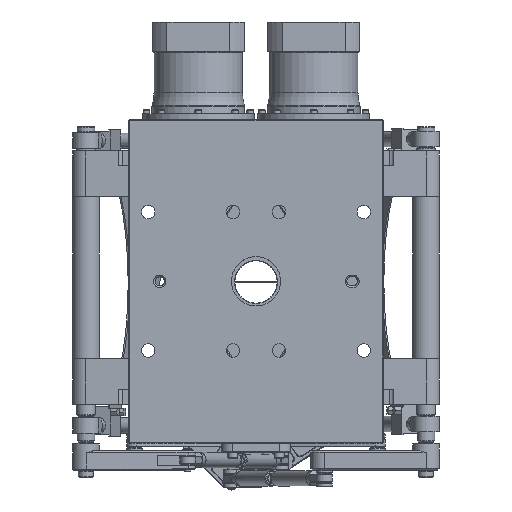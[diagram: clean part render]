
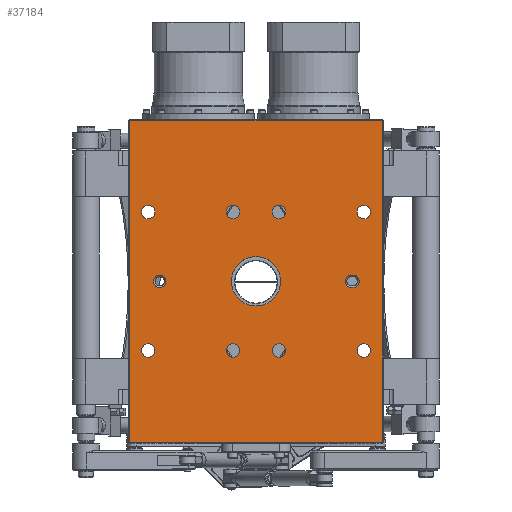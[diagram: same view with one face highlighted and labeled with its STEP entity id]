
A CAD part, top view. The second image highlights one B-rep face of the part: STEP entity #37184.
In plain terms, the highlighted face is planar.
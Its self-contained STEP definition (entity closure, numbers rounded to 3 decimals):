
#778=FACE_BOUND('',#7178,.T.);
#779=FACE_BOUND('',#7179,.T.);
#780=FACE_BOUND('',#7180,.T.);
#781=FACE_BOUND('',#7181,.T.);
#782=FACE_BOUND('',#7182,.T.);
#783=FACE_BOUND('',#7183,.T.);
#784=FACE_BOUND('',#7184,.T.);
#785=FACE_BOUND('',#7185,.T.);
#786=FACE_BOUND('',#7186,.T.);
#787=FACE_BOUND('',#7187,.T.);
#788=FACE_BOUND('',#7188,.T.);
#4676=FACE_OUTER_BOUND('',#7177,.T.);
#7177=EDGE_LOOP('',(#28214,#28215,#28216,#28217));
#7178=EDGE_LOOP('',(#28218));
#7179=EDGE_LOOP('',(#28219));
#7180=EDGE_LOOP('',(#28220));
#7181=EDGE_LOOP('',(#28221));
#7182=EDGE_LOOP('',(#28222));
#7183=EDGE_LOOP('',(#28223,#28224,#28225,#28226));
#7184=EDGE_LOOP('',(#28227));
#7185=EDGE_LOOP('',(#28228));
#7186=EDGE_LOOP('',(#28229));
#7187=EDGE_LOOP('',(#28230));
#7188=EDGE_LOOP('',(#28231));
#10116=CIRCLE('',#40036,32.);
#10117=CIRCLE('',#40037,8.75);
#10118=CIRCLE('',#40038,8.75);
#10119=CIRCLE('',#40039,8.75);
#10120=CIRCLE('',#40040,8.75);
#10121=CIRCLE('',#40041,8.);
#10122=CIRCLE('',#40042,8.);
#10123=CIRCLE('',#40043,8.75);
#10124=CIRCLE('',#40044,8.75);
#10125=CIRCLE('',#40045,8.75);
#10126=CIRCLE('',#40046,8.75);
#10127=CIRCLE('',#40047,8.);
#12381=LINE('',#61865,#15355);
#12382=LINE('',#61867,#15356);
#12383=LINE('',#61869,#15357);
#12384=LINE('',#61870,#15358);
#12385=LINE('',#61885,#15359);
#12386=LINE('',#61888,#15360);
#15355=VECTOR('',#46037,10.);
#15356=VECTOR('',#46038,10.);
#15357=VECTOR('',#46039,10.);
#15358=VECTOR('',#46040,10.);
#15359=VECTOR('',#46053,10.);
#15360=VECTOR('',#46056,10.);
#18367=VERTEX_POINT('',#61863);
#18368=VERTEX_POINT('',#61864);
#18369=VERTEX_POINT('',#61866);
#18370=VERTEX_POINT('',#61868);
#18371=VERTEX_POINT('',#61871);
#18372=VERTEX_POINT('',#61873);
#18373=VERTEX_POINT('',#61875);
#18374=VERTEX_POINT('',#61877);
#18375=VERTEX_POINT('',#61879);
#18376=VERTEX_POINT('',#61881);
#18377=VERTEX_POINT('',#61882);
#18378=VERTEX_POINT('',#61884);
#18379=VERTEX_POINT('',#61886);
#18380=VERTEX_POINT('',#61889);
#18381=VERTEX_POINT('',#61891);
#18382=VERTEX_POINT('',#61893);
#18383=VERTEX_POINT('',#61895);
#18384=VERTEX_POINT('',#61897);
#22104=EDGE_CURVE('',#18367,#18368,#12381,.T.);
#22105=EDGE_CURVE('',#18369,#18367,#12382,.T.);
#22106=EDGE_CURVE('',#18370,#18369,#12383,.T.);
#22107=EDGE_CURVE('',#18368,#18370,#12384,.T.);
#22108=EDGE_CURVE('',#18371,#18371,#10116,.T.);
#22109=EDGE_CURVE('',#18372,#18372,#10117,.T.);
#22110=EDGE_CURVE('',#18373,#18373,#10118,.T.);
#22111=EDGE_CURVE('',#18374,#18374,#10119,.T.);
#22112=EDGE_CURVE('',#18375,#18375,#10120,.T.);
#22113=EDGE_CURVE('',#18376,#18377,#10121,.T.);
#22114=EDGE_CURVE('',#18378,#18376,#12385,.T.);
#22115=EDGE_CURVE('',#18379,#18378,#10122,.T.);
#22116=EDGE_CURVE('',#18377,#18379,#12386,.T.);
#22117=EDGE_CURVE('',#18380,#18380,#10123,.T.);
#22118=EDGE_CURVE('',#18381,#18381,#10124,.T.);
#22119=EDGE_CURVE('',#18382,#18382,#10125,.T.);
#22120=EDGE_CURVE('',#18383,#18383,#10126,.T.);
#22121=EDGE_CURVE('',#18384,#18384,#10127,.T.);
#28214=ORIENTED_EDGE('',*,*,#22104,.F.);
#28215=ORIENTED_EDGE('',*,*,#22105,.F.);
#28216=ORIENTED_EDGE('',*,*,#22106,.F.);
#28217=ORIENTED_EDGE('',*,*,#22107,.F.);
#28218=ORIENTED_EDGE('',*,*,#22108,.F.);
#28219=ORIENTED_EDGE('',*,*,#22109,.T.);
#28220=ORIENTED_EDGE('',*,*,#22110,.T.);
#28221=ORIENTED_EDGE('',*,*,#22111,.T.);
#28222=ORIENTED_EDGE('',*,*,#22112,.T.);
#28223=ORIENTED_EDGE('',*,*,#22113,.F.);
#28224=ORIENTED_EDGE('',*,*,#22114,.F.);
#28225=ORIENTED_EDGE('',*,*,#22115,.F.);
#28226=ORIENTED_EDGE('',*,*,#22116,.F.);
#28227=ORIENTED_EDGE('',*,*,#22117,.T.);
#28228=ORIENTED_EDGE('',*,*,#22118,.T.);
#28229=ORIENTED_EDGE('',*,*,#22119,.T.);
#28230=ORIENTED_EDGE('',*,*,#22120,.T.);
#28231=ORIENTED_EDGE('',*,*,#22121,.F.);
#35760=PLANE('',#40035);
#37184=ADVANCED_FACE('',(#4676,#778,#779,#780,#781,#782,#783,#784,#785,
#786,#787,#788),#35760,.F.);
#40035=AXIS2_PLACEMENT_3D('',#61862,#46035,#46036);
#40036=AXIS2_PLACEMENT_3D('',#61872,#46041,#46042);
#40037=AXIS2_PLACEMENT_3D('',#61874,#46043,#46044);
#40038=AXIS2_PLACEMENT_3D('',#61876,#46045,#46046);
#40039=AXIS2_PLACEMENT_3D('',#61878,#46047,#46048);
#40040=AXIS2_PLACEMENT_3D('',#61880,#46049,#46050);
#40041=AXIS2_PLACEMENT_3D('',#61883,#46051,#46052);
#40042=AXIS2_PLACEMENT_3D('',#61887,#46054,#46055);
#40043=AXIS2_PLACEMENT_3D('',#61890,#46057,#46058);
#40044=AXIS2_PLACEMENT_3D('',#61892,#46059,#46060);
#40045=AXIS2_PLACEMENT_3D('',#61894,#46061,#46062);
#40046=AXIS2_PLACEMENT_3D('',#61896,#46063,#46064);
#40047=AXIS2_PLACEMENT_3D('',#61898,#46065,#46066);
#46035=DIRECTION('center_axis',(0.,-1.,0.));
#46036=DIRECTION('ref_axis',(0.,0.,-1.));
#46037=DIRECTION('',(0.,0.,-1.));
#46038=DIRECTION('',(-1.,0.,0.));
#46039=DIRECTION('',(0.,0.,1.));
#46040=DIRECTION('',(1.,0.,0.));
#46041=DIRECTION('center_axis',(0.,1.,0.));
#46042=DIRECTION('ref_axis',(0.,0.,
-1.));
#46043=DIRECTION('center_axis',(0.,-1.,0.));
#46044=DIRECTION('ref_axis',(0.,0.,
-1.));
#46045=DIRECTION('center_axis',(0.,-1.,0.));
#46046=DIRECTION('ref_axis',(0.,0.,
-1.));
#46047=DIRECTION('center_axis',(0.,-1.,0.));
#46048=DIRECTION('ref_axis',(0.,0.,
-1.));
#46049=DIRECTION('center_axis',(0.,-1.,0.));
#46050=DIRECTION('ref_axis',(0.,0.,
-1.));
#46051=DIRECTION('center_axis',(0.,1.,0.));
#46052=DIRECTION('ref_axis',(0.,0.,
1.));
#46053=DIRECTION('',(1.,0.,0.));
#46054=DIRECTION('center_axis',(0.,1.,0.));
#46055=DIRECTION('ref_axis',(0.,0.,
-1.));
#46056=DIRECTION('',(-1.,0.,0.));
#46057=DIRECTION('center_axis',(0.,-1.,0.));
#46058=DIRECTION('ref_axis',(0.,0.,
-1.));
#46059=DIRECTION('center_axis',(0.,-1.,0.));
#46060=DIRECTION('ref_axis',(0.,0.,
-1.));
#46061=DIRECTION('center_axis',(0.,-1.,0.));
#46062=DIRECTION('ref_axis',(0.,0.,
-1.));
#46063=DIRECTION('center_axis',(0.,-1.,0.));
#46064=DIRECTION('ref_axis',(0.,0.,
-1.));
#46065=DIRECTION('center_axis',(0.,1.,0.));
#46066=DIRECTION('ref_axis',(0.,0.,
1.));
#61862=CARTESIAN_POINT('Origin',(0.,220.,210.));
#61863=CARTESIAN_POINT('',(-164.,220.,419.));
#61864=CARTESIAN_POINT('',(-164.,220.,1.));
#61865=CARTESIAN_POINT('',(-164.,220.,105.));
#61866=CARTESIAN_POINT('',(164.,220.,419.));
#61867=CARTESIAN_POINT('',(-82.5,220.,419.));
#61868=CARTESIAN_POINT('',(164.,220.,1.));
#61869=CARTESIAN_POINT('',(164.,220.,315.));
#61870=CARTESIAN_POINT('',(82.5,220.,1.));
#61871=CARTESIAN_POINT('',(32.,220.,210.));
#61872=CARTESIAN_POINT('Origin',(0.,220.,210.));
#61873=CARTESIAN_POINT('',(-30.,220.,308.75));
#61874=CARTESIAN_POINT('Origin',(-30.,220.,300.));
#61875=CARTESIAN_POINT('',(-30.,220.,128.75));
#61876=CARTESIAN_POINT('Origin',(-30.,220.,120.));
#61877=CARTESIAN_POINT('',(-140.,220.,308.75));
#61878=CARTESIAN_POINT('Origin',(-140.,220.,300.));
#61879=CARTESIAN_POINT('',(-140.,220.,128.75));
#61880=CARTESIAN_POINT('Origin',(-140.,220.,120.));
#61881=CARTESIAN_POINT('',(126.,220.,218.));
#61882=CARTESIAN_POINT('',(126.,220.,202.));
#61883=CARTESIAN_POINT('Origin',(126.,220.,210.));
#61884=CARTESIAN_POINT('',(124.,220.,218.));
#61885=CARTESIAN_POINT('',(63.,220.,218.));
#61886=CARTESIAN_POINT('',(124.,220.,202.));
#61887=CARTESIAN_POINT('Origin',(124.,220.,210.));
#61888=CARTESIAN_POINT('',(62.,220.,202.));
#61889=CARTESIAN_POINT('',(30.,220.,308.75));
#61890=CARTESIAN_POINT('Origin',(30.,220.,300.));
#61891=CARTESIAN_POINT('',(30.,220.,128.75));
#61892=CARTESIAN_POINT('Origin',(30.,220.,120.));
#61893=CARTESIAN_POINT('',(140.,220.,308.75));
#61894=CARTESIAN_POINT('Origin',(140.,220.,300.));
#61895=CARTESIAN_POINT('',(140.,220.,128.75));
#61896=CARTESIAN_POINT('Origin',(140.,220.,120.));
#61897=CARTESIAN_POINT('',(-125.,220.,202.));
#61898=CARTESIAN_POINT('Origin',(-125.,220.,210.));
